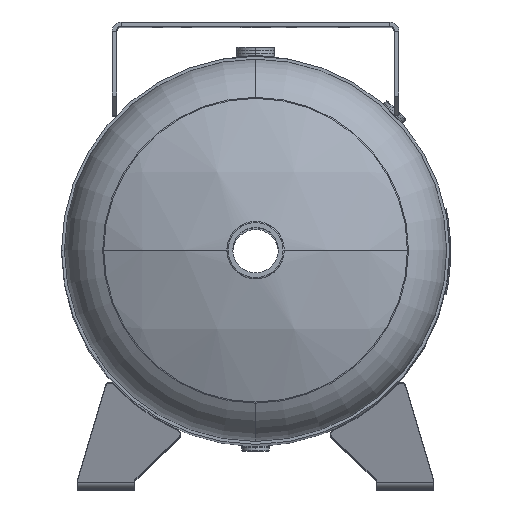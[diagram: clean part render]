
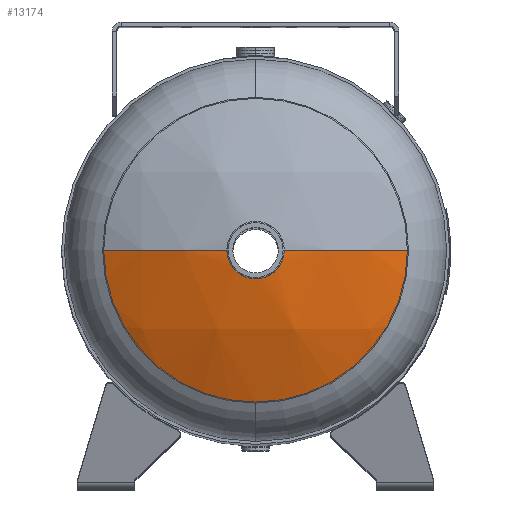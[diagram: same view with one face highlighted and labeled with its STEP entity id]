
A CAD part, top view. The second image highlights one B-rep face of the part: STEP entity #13174.
In plain terms, the highlighted spherical face has radius 457.2 mm.
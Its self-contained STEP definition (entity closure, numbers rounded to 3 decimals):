
#189 = FACE_OUTER_BOUND ( 'NONE', #6793, .T. ) ;
#276 = CARTESIAN_POINT ( 'NONE',  ( 38.164, 0., 798.504 ) ) ;
#465 = EDGE_CURVE ( 'NONE', #17165, #13095, #12141, .T. ) ;
#1735 = ORIENTED_EDGE ( 'NONE', *, *, #8015, .F. ) ;
#2810 = CARTESIAN_POINT ( 'NONE',  ( 0., 0., 342.9 ) ) ;
#3810 = DIRECTION ( 'NONE',  ( 0., 1., 0. ) ) ;
#4228 = DIRECTION ( 'NONE',  ( 0., 1., 0. ) ) ;
#4416 = DIRECTION ( 'NONE',  ( 0., 0., -1. ) ) ;
#4548 = CARTESIAN_POINT ( 'NONE',  ( 0., 0., 752.463 ) ) ;
#4575 = VERTEX_POINT ( 'NONE', #17953 ) ;
#4763 = CIRCLE ( 'NONE', #25222, 203.2 ) ;
#5108 = CARTESIAN_POINT ( 'NONE',  ( 0., 0., 752.463 ) ) ;
#5965 = VERTEX_POINT ( 'NONE', #19606 ) ;
#6453 = SPHERICAL_SURFACE ( 'NONE', #20445, 457.2 ) ;
#6793 = EDGE_LOOP ( 'NONE', ( #1735, #25215, #21513, #23042, #12667 ) ) ;
#8015 = EDGE_CURVE ( 'NONE', #5965, #17165, #24398, .T. ) ;
#8422 = DIRECTION ( 'NONE',  ( 1., 0., 0. ) ) ;
#8769 = CARTESIAN_POINT ( 'NONE',  ( 0., 0., 342.9 ) ) ;
#8884 = CIRCLE ( 'NONE', #19766, 457.2 ) ;
#9234 = EDGE_CURVE ( 'NONE', #13095, #23421, #17384, .T. ) ;
#11246 = DIRECTION ( 'NONE',  ( 0., 1., 0. ) ) ;
#12141 = CIRCLE ( 'NONE', #18819, 457.2 ) ;
#12667 = ORIENTED_EDGE ( 'NONE', *, *, #465, .F. ) ;
#13095 = VERTEX_POINT ( 'NONE', #21689 ) ;
#13174 = ADVANCED_FACE ( 'NONE', ( #189 ), #6453, .T. ) ;
#13233 = DIRECTION ( 'NONE',  ( 0., -1., 0. ) ) ;
#13758 = EDGE_CURVE ( 'NONE', #23421, #4575, #4763, .T. ) ;
#14057 = DIRECTION ( 'NONE',  ( 0., 0., 1. ) ) ;
#16415 = DIRECTION ( 'NONE',  ( 0., -1., 0. ) ) ;
#17165 = VERTEX_POINT ( 'NONE', #276 ) ;
#17384 = CIRCLE ( 'NONE', #18215, 203.2 ) ;
#17693 = CARTESIAN_POINT ( 'NONE',  ( 0., 0., 798.504 ) ) ;
#17713 = AXIS2_PLACEMENT_3D ( 'NONE', #17693, #14057, #4228 ) ;
#17953 = CARTESIAN_POINT ( 'NONE',  ( -203.2, 0., 752.463 ) ) ;
#18215 = AXIS2_PLACEMENT_3D ( 'NONE', #4548, #4416, #24695 ) ;
#18819 = AXIS2_PLACEMENT_3D ( 'NONE', #18948, #11246, #24853 ) ;
#18948 = CARTESIAN_POINT ( 'NONE',  ( 0., 0., 342.9 ) ) ;
#19606 = CARTESIAN_POINT ( 'NONE',  ( -38.164, 0., 798.504 ) ) ;
#19766 = AXIS2_PLACEMENT_3D ( 'NONE', #8769, #13233, #20695 ) ;
#19901 = DIRECTION ( 'NONE',  ( 0., 0., -1. ) ) ;
#20445 = AXIS2_PLACEMENT_3D ( 'NONE', #2810, #16415, #8422 ) ;
#20695 = DIRECTION ( 'NONE',  ( 1., 0., 0. ) ) ;
#21368 = EDGE_CURVE ( 'NONE', #5965, #4575, #8884, .T. ) ;
#21513 = ORIENTED_EDGE ( 'NONE', *, *, #13758, .F. ) ;
#21689 = CARTESIAN_POINT ( 'NONE',  ( 203.2, 0., 752.463 ) ) ;
#23042 = ORIENTED_EDGE ( 'NONE', *, *, #9234, .F. ) ;
#23421 = VERTEX_POINT ( 'NONE', #25842 ) ;
#24398 = CIRCLE ( 'NONE', #17713, 38.164 ) ;
#24695 = DIRECTION ( 'NONE',  ( 0., 1., 0. ) ) ;
#24853 = DIRECTION ( 'NONE',  ( 0., 0., 1. ) ) ;
#25215 = ORIENTED_EDGE ( 'NONE', *, *, #21368, .T. ) ;
#25222 = AXIS2_PLACEMENT_3D ( 'NONE', #5108, #19901, #3810 ) ;
#25842 = CARTESIAN_POINT ( 'NONE',  ( 0., -203.2, 752.463 ) ) ;
